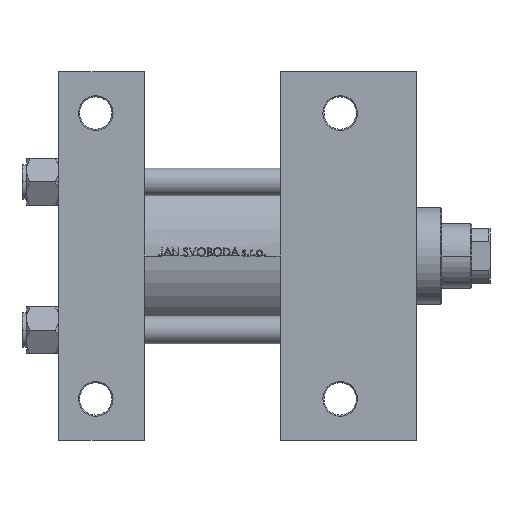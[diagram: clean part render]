
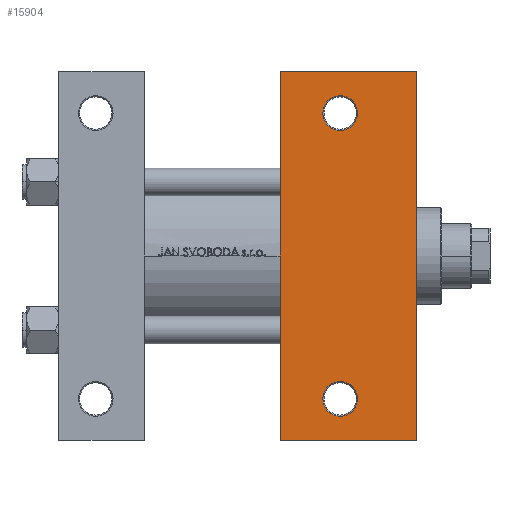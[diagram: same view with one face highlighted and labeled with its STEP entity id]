
A CAD part, front view. The second image highlights one B-rep face of the part: STEP entity #15904.
In plain terms, the highlighted face is planar.
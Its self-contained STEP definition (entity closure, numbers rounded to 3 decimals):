
#652 = EDGE_CURVE ( 'NONE', #37987, #22788, #12406, .T. ) ;
#1178 = VECTOR ( 'NONE', #10391, 1000. ) ;
#1538 = LINE ( 'NONE', #38600, #7011 ) ;
#1592 = AXIS2_PLACEMENT_3D ( 'NONE', #5969, #23790, #46170 ) ;
#2224 = EDGE_LOOP ( 'NONE', ( #14149, #15613 ) ) ;
#2357 = ORIENTED_EDGE ( 'NONE', *, *, #34270, .T. ) ;
#4948 = DIRECTION ( 'NONE',  ( -1., 0., 0. ) ) ;
#4984 = CIRCLE ( 'NONE', #24195, 7.499 ) ;
#5567 = CARTESIAN_POINT ( 'NONE',  ( 155., 45., -45. ) ) ;
#5909 = LINE ( 'NONE', #31883, #13502 ) ;
#5969 = CARTESIAN_POINT ( 'NONE',  ( 122., -62., -45. ) ) ;
#7011 = VECTOR ( 'NONE', #20308, 1000. ) ;
#10031 = EDGE_CURVE ( 'NONE', #36063, #23120, #25313, .T. ) ;
#10391 = DIRECTION ( 'NONE',  ( 1., 0., 0. ) ) ;
#10628 = ORIENTED_EDGE ( 'NONE', *, *, #35825, .T. ) ;
#11753 = CARTESIAN_POINT ( 'NONE',  ( 114.501, -62., -45. ) ) ;
#12028 = CARTESIAN_POINT ( 'NONE',  ( 96., -80., -45. ) ) ;
#12406 = CIRCLE ( 'NONE', #19347, 7.499 ) ;
#12625 = CARTESIAN_POINT ( 'NONE',  ( 155., 80., -45. ) ) ;
#13357 = DIRECTION ( 'NONE',  ( 0., 0., 1. ) ) ;
#13425 = CARTESIAN_POINT ( 'NONE',  ( 129.499, 62., -45. ) ) ;
#13502 = VECTOR ( 'NONE', #35966, 1000. ) ;
#14149 = ORIENTED_EDGE ( 'NONE', *, *, #652, .T. ) ;
#14477 = EDGE_CURVE ( 'NONE', #23120, #29453, #5909, .T. ) ;
#15613 = ORIENTED_EDGE ( 'NONE', *, *, #33024, .T. ) ;
#15832 = ORIENTED_EDGE ( 'NONE', *, *, #14477, .T. ) ;
#15839 = ORIENTED_EDGE ( 'NONE', *, *, #10031, .T. ) ;
#15904 = ADVANCED_FACE ( 'NONE', ( #45070, #38546, #34684 ), #41914, .T. ) ;
#16134 = LINE ( 'NONE', #45754, #35651 ) ;
#17018 = EDGE_LOOP ( 'NONE', ( #18302, #10628 ) ) ;
#18302 = ORIENTED_EDGE ( 'NONE', *, *, #47079, .T. ) ;
#18612 = EDGE_LOOP ( 'NONE', ( #42064, #15839, #15832, #2357 ) ) ;
#19347 = AXIS2_PLACEMENT_3D ( 'NONE', #19628, #13357, #4948 ) ;
#19542 = DIRECTION ( 'NONE',  ( -1., 0., 0. ) ) ;
#19628 = CARTESIAN_POINT ( 'NONE',  ( 122., -62., -45. ) ) ;
#19880 = VERTEX_POINT ( 'NONE', #12028 ) ;
#20110 = CIRCLE ( 'NONE', #29357, 7.499 ) ;
#20308 = DIRECTION ( 'NONE',  ( -1., 0., 0. ) ) ;
#22788 = VERTEX_POINT ( 'NONE', #33219 ) ;
#22917 = DIRECTION ( 'NONE',  ( 0., 0., -1. ) ) ;
#23120 = VERTEX_POINT ( 'NONE', #12625 ) ;
#23341 = CARTESIAN_POINT ( 'NONE',  ( 96., 80., -45. ) ) ;
#23790 = DIRECTION ( 'NONE',  ( 0., 0., 1. ) ) ;
#24195 = AXIS2_PLACEMENT_3D ( 'NONE', #25939, #27281, #25695 ) ;
#25313 = LINE ( 'NONE', #39288, #1178 ) ;
#25695 = DIRECTION ( 'NONE',  ( -1., 0., 0. ) ) ;
#25939 = CARTESIAN_POINT ( 'NONE',  ( 122., 62., -45. ) ) ;
#27281 = DIRECTION ( 'NONE',  ( 0., 0., 1. ) ) ;
#27739 = CIRCLE ( 'NONE', #1592, 7.499 ) ;
#28036 = VERTEX_POINT ( 'NONE', #13425 ) ;
#28961 = CARTESIAN_POINT ( 'NONE',  ( 114.501, 62., -45. ) ) ;
#29357 = AXIS2_PLACEMENT_3D ( 'NONE', #35631, #33928, #40926 ) ;
#29453 = VERTEX_POINT ( 'NONE', #37541 ) ;
#31883 = CARTESIAN_POINT ( 'NONE',  ( 155., 45., -45. ) ) ;
#33024 = EDGE_CURVE ( 'NONE', #22788, #37987, #27739, .T. ) ;
#33219 = CARTESIAN_POINT ( 'NONE',  ( 129.499, -62., -45. ) ) ;
#33928 = DIRECTION ( 'NONE',  ( 0., 0., 1. ) ) ;
#34270 = EDGE_CURVE ( 'NONE', #29453, #19880, #1538, .T. ) ;
#34684 = FACE_OUTER_BOUND ( 'NONE', #18612, .T. ) ;
#35134 = DIRECTION ( 'NONE',  ( 0., -1., 0. ) ) ;
#35631 = CARTESIAN_POINT ( 'NONE',  ( 122., 62., -45. ) ) ;
#35651 = VECTOR ( 'NONE', #35134, 1000. ) ;
#35788 = AXIS2_PLACEMENT_3D ( 'NONE', #5567, #22917, #19542 ) ;
#35825 = EDGE_CURVE ( 'NONE', #28036, #44364, #20110, .T. ) ;
#35966 = DIRECTION ( 'NONE',  ( 0., -1., 0. ) ) ;
#36063 = VERTEX_POINT ( 'NONE', #23341 ) ;
#37541 = CARTESIAN_POINT ( 'NONE',  ( 155., -80., -45. ) ) ;
#37987 = VERTEX_POINT ( 'NONE', #11753 ) ;
#38546 = FACE_BOUND ( 'NONE', #2224, .T. ) ;
#38600 = CARTESIAN_POINT ( 'NONE',  ( 96., -80., -45. ) ) ;
#39288 = CARTESIAN_POINT ( 'NONE',  ( 96., 80., -45. ) ) ;
#40926 = DIRECTION ( 'NONE',  ( -1., 0., 0. ) ) ;
#41914 = PLANE ( 'NONE',  #35788 ) ;
#42064 = ORIENTED_EDGE ( 'NONE', *, *, #45799, .F. ) ;
#44364 = VERTEX_POINT ( 'NONE', #28961 ) ;
#45070 = FACE_BOUND ( 'NONE', #17018, .T. ) ;
#45754 = CARTESIAN_POINT ( 'NONE',  ( 96., 45., -45. ) ) ;
#45799 = EDGE_CURVE ( 'NONE', #36063, #19880, #16134, .T. ) ;
#46170 = DIRECTION ( 'NONE',  ( -1., 0., 0. ) ) ;
#47079 = EDGE_CURVE ( 'NONE', #44364, #28036, #4984, .T. ) ;
